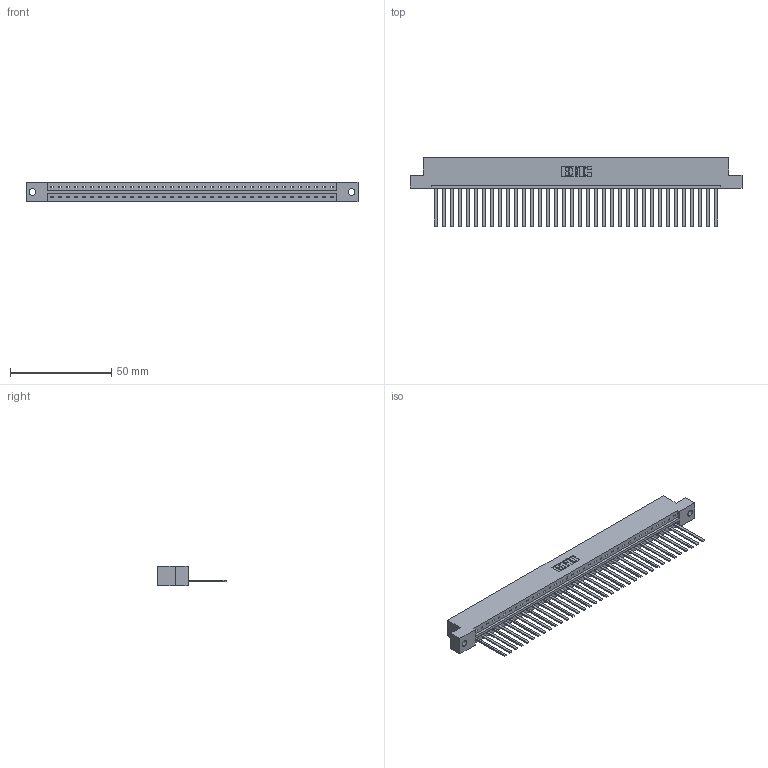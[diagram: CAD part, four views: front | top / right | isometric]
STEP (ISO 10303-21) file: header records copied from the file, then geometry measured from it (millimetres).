
FILE_DESCRIPTION (( 'STEP AP203' ), '1' );
FILE_NAME ('333-036-544-102.STEP', '2018-08-03T01:20:59', ( '' ), ( '' ), 'SwSTEP 2.0', 'SolidWorks 2016', '' );
FILE_SCHEMA (( 'CONFIG_CONTROL_DESIGN' ));
Length unit declared in the file: inch
Products named in the file (3): 333 Part_Flush - .128 Dia; 345-292-001_345-293-144; 333-036-544-102
Assembly tree (37 placements, depth 2):
  333-036-544-102
    333 Part_Flush - .128 Dia
    345-292-001_345-293-144  x36
Bounding box: 164.19 x 34.3 x 9.4 mm (x, y, z)
Volume: 16850.3 mm3; surface area: 19276 mm2
Topology: 37 solids, 37 shells, 1986 faces, 5999 edges, 3950 vertices
Faces by surface type: plane 1438, cylinder 548
Entity records: 22603 total; most frequent: CARTESIAN_POINT 3906, ORIENTED_EDGE 3878, DIRECTION 3303, EDGE_CURVE 1939, VECTOR 1815, LINE 1815, VERTEX_POINT 1290, AXIS2_PLACEMENT_3D 744
